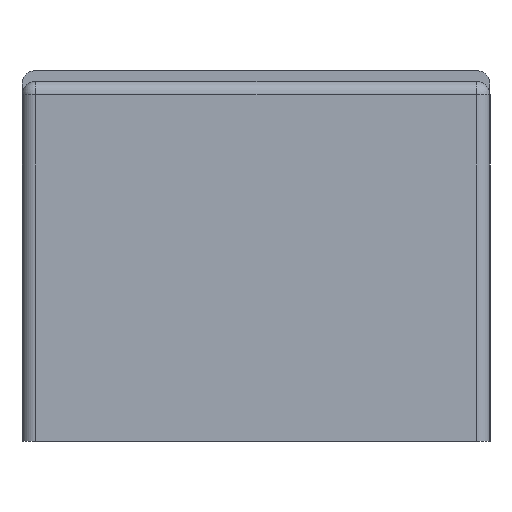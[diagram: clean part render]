
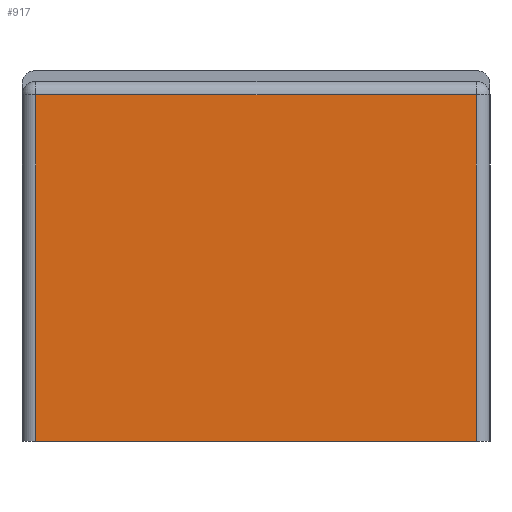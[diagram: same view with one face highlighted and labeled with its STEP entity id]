
A CAD part, left-side view. The second image highlights one B-rep face of the part: STEP entity #917.
In plain terms, the highlighted planar face has unit normal (-1, 0, 0).
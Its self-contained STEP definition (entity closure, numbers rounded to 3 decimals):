
#97=FACE_OUTER_BOUND('',#138,.T.);
#138=EDGE_LOOP('',(#747,#748,#749,#750));
#205=LINE('',#1452,#294);
#232=LINE('',#1539,#321);
#235=LINE('',#1550,#324);
#239=LINE('',#1558,#328);
#294=VECTOR('',#1092,10.);
#321=VECTOR('',#1187,10.);
#324=VECTOR('',#1200,10.);
#328=VECTOR('',#1210,10.);
#404=VERTEX_POINT('',#1449);
#405=VERTEX_POINT('',#1451);
#431=VERTEX_POINT('',#1535);
#432=VERTEX_POINT('',#1542);
#508=EDGE_CURVE('',#405,#404,#205,.T.);
#552=EDGE_CURVE('',#405,#431,#232,.T.);
#558=EDGE_CURVE('',#432,#404,#235,.T.);
#563=EDGE_CURVE('',#431,#432,#239,.T.);
#747=ORIENTED_EDGE('',*,*,#558,.F.);
#748=ORIENTED_EDGE('',*,*,#563,.F.);
#749=ORIENTED_EDGE('',*,*,#552,.F.);
#750=ORIENTED_EDGE('',*,*,#508,.T.);
#864=PLANE('',#1004);
#917=ADVANCED_FACE('',(#97),#864,.T.);
#1004=AXIS2_PLACEMENT_3D('',#1564,#1217,#1218);
#1092=DIRECTION('',(0.,-1.,0.));
#1187=DIRECTION('',(0.,0.,1.));
#1200=DIRECTION('',(0.,0.,-1.));
#1210=DIRECTION('',(0.,-1.,0.));
#1217=DIRECTION('center_axis',(-1.,0.,0.));
#1218=DIRECTION('ref_axis',(0.,-1.,0.));
#1449=CARTESIAN_POINT('',(-0.5,-0.245,0.));
#1451=CARTESIAN_POINT('',(-0.5,0.245,0.));
#1452=CARTESIAN_POINT('',(-0.5,0.26,0.));
#1535=CARTESIAN_POINT('',(-0.5,0.245,0.385));
#1539=CARTESIAN_POINT('',(-0.5,0.245,0.));
#1542=CARTESIAN_POINT('',(-0.5,-0.245,0.385));
#1550=CARTESIAN_POINT('',(-0.5,-0.245,0.));
#1558=CARTESIAN_POINT('',(-0.5,0.13,0.385));
#1564=CARTESIAN_POINT('Origin',(-0.5,0.26,0.));
